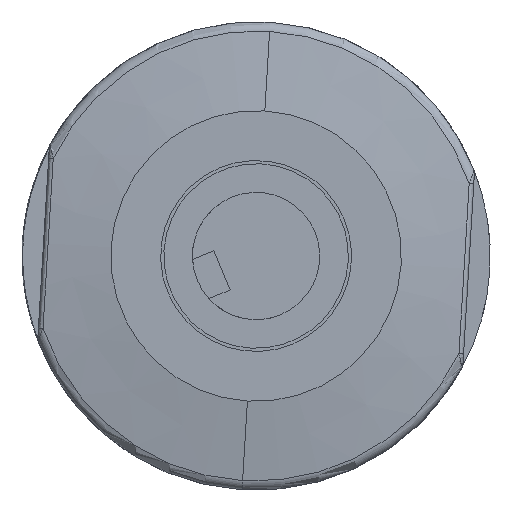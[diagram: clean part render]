
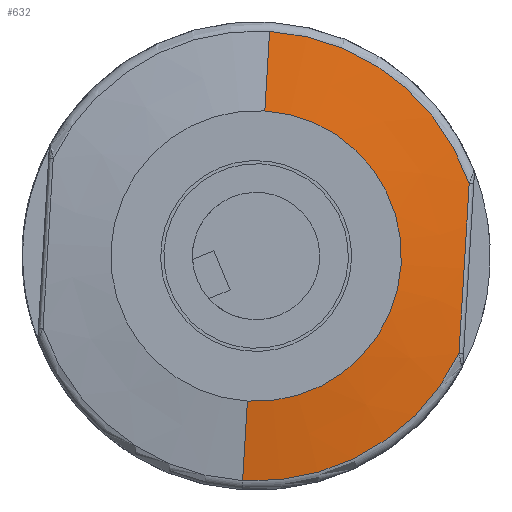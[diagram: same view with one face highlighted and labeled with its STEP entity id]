
A CAD part, front view. The second image highlights one B-rep face of the part: STEP entity #632.
In plain terms, the highlighted conical face has half-angle 82.113 degrees and reference radius 22.075 mm.
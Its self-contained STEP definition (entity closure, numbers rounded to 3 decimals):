
#43 = CARTESIAN_POINT ( 'NONE',  ( -59.579, -87.347, 6.825 ) ) ;
#56 = AXIS2_PLACEMENT_3D ( 'NONE', #1228, #524, #1013 ) ;
#107 = DIRECTION ( 'NONE',  ( 0., -1., 0. ) ) ;
#144 = DIRECTION ( 'NONE',  ( 0.06, 0., 0.998 ) ) ;
#180 = EDGE_CURVE ( 'NONE', #1085, #2844, #1016, .T. ) ;
#228 = VERTEX_POINT ( 'NONE', #2579 ) ;
#231 = CARTESIAN_POINT ( 'NONE',  ( -79.664, -88.387, 0. ) ) ;
#252 = CIRCLE ( 'NONE', #1487, 21.212 ) ;
#257 = CARTESIAN_POINT ( 'NONE',  ( -78.338, -87.227, 22.035 ) ) ;
#260 = CARTESIAN_POINT ( 'NONE',  ( -80.937, -87.347, -21.174 ) ) ;
#476 = EDGE_CURVE ( 'NONE', #3130, #742, #988, .T. ) ;
#496 = ORIENTED_EDGE ( 'NONE', *, *, #2962, .T. ) ;
#524 = DIRECTION ( 'NONE',  ( 0., 1., 0. ) ) ;
#614 = CIRCLE ( 'NONE', #999, 21.212 ) ;
#632 = ADVANCED_FACE ( 'NONE', ( #2963 ), #2084, .T. ) ;
#677 = LINE ( 'NONE', #1932, #1216 ) ;
#742 = VERTEX_POINT ( 'NONE', #1893 ) ;
#804 = CIRCLE ( 'NONE', #852, 13.701 ) ;
#809 = CARTESIAN_POINT ( 'NONE',  ( -59.736, -87.486, 4.158 ) ) ;
#852 = AXIS2_PLACEMENT_3D ( 'NONE', #231, #2951, #2245 ) ;
#988 = B_SPLINE_CURVE_WITH_KNOTS ( 'NONE', 3,
 ( #2776, #2875, #3014, #2520, #809, #43 ),
 .UNSPECIFIED., .F., .F.,
 ( 4, 2, 4 ),
 ( 0., 0.008, 0.016 ),
 .UNSPECIFIED. ) ;
#999 = AXIS2_PLACEMENT_3D ( 'NONE', #2877, #107, #3121 ) ;
#1013 = DIRECTION ( 'NONE',  ( -0.06, 0., -0.998 ) ) ;
#1016 = LINE ( 'NONE', #257, #3019 ) ;
#1074 = CARTESIAN_POINT ( 'NONE',  ( -78.841, -88.387, 13.677 ) ) ;
#1085 = VERTEX_POINT ( 'NONE', #1074 ) ;
#1104 = CARTESIAN_POINT ( 'NONE',  ( -79.664, -87.347, 0. ) ) ;
#1151 = CARTESIAN_POINT ( 'NONE',  ( -60.542, -87.347, -9.182 ) ) ;
#1216 = VECTOR ( 'NONE', #3160, 1000. ) ;
#1228 = CARTESIAN_POINT ( 'NONE',  ( -79.664, -87.227, 0. ) ) ;
#1231 = DIRECTION ( 'NONE',  ( 0.059, 0.137, 0.989 ) ) ;
#1368 = ORIENTED_EDGE ( 'NONE', *, *, #1690, .F. ) ;
#1467 = ORIENTED_EDGE ( 'NONE', *, *, #3034, .T. ) ;
#1469 = EDGE_LOOP ( 'NONE', ( #2621, #1368, #496, #1467, #2599, #2947 ) ) ;
#1487 = AXIS2_PLACEMENT_3D ( 'NONE', #1104, #2333, #144 ) ;
#1604 = VERTEX_POINT ( 'NONE', #260 ) ;
#1690 = EDGE_CURVE ( 'NONE', #228, #1085, #804, .T. ) ;
#1893 = CARTESIAN_POINT ( 'NONE',  ( -59.579, -87.347, 6.825 ) ) ;
#1932 = CARTESIAN_POINT ( 'NONE',  ( -80.989, -87.227, -22.035 ) ) ;
#1976 = EDGE_CURVE ( 'NONE', #742, #2844, #614, .T. ) ;
#2084 = CONICAL_SURFACE ( 'NONE', #56, 22.075, 1.433 ) ;
#2245 = DIRECTION ( 'NONE',  ( 0.06, 0., 0.998 ) ) ;
#2333 = DIRECTION ( 'NONE',  ( 0., -1., 0. ) ) ;
#2506 = CARTESIAN_POINT ( 'NONE',  ( -78.39, -87.347, 21.174 ) ) ;
#2520 = CARTESIAN_POINT ( 'NONE',  ( -59.895, -87.564, 1.491 ) ) ;
#2579 = CARTESIAN_POINT ( 'NONE',  ( -80.486, -88.387, -13.677 ) ) ;
#2599 = ORIENTED_EDGE ( 'NONE', *, *, #476, .T. ) ;
#2621 = ORIENTED_EDGE ( 'NONE', *, *, #180, .F. ) ;
#2776 = CARTESIAN_POINT ( 'NONE',  ( -60.542, -87.347, -9.182 ) ) ;
#2844 = VERTEX_POINT ( 'NONE', #2506 ) ;
#2875 = CARTESIAN_POINT ( 'NONE',  ( -60.378, -87.486, -6.516 ) ) ;
#2877 = CARTESIAN_POINT ( 'NONE',  ( -79.664, -87.347, 0. ) ) ;
#2947 = ORIENTED_EDGE ( 'NONE', *, *, #1976, .T. ) ;
#2951 = DIRECTION ( 'NONE',  ( 0., -1., 0. ) ) ;
#2962 = EDGE_CURVE ( 'NONE', #228, #1604, #677, .T. ) ;
#2963 = FACE_OUTER_BOUND ( 'NONE', #1469, .T. ) ;
#3014 = CARTESIAN_POINT ( 'NONE',  ( -60.216, -87.564, -3.846 ) ) ;
#3019 = VECTOR ( 'NONE', #1231, 1000. ) ;
#3034 = EDGE_CURVE ( 'NONE', #1604, #3130, #252, .T. ) ;
#3121 = DIRECTION ( 'NONE',  ( 0.06, 0., 0.998 ) ) ;
#3130 = VERTEX_POINT ( 'NONE', #1151 ) ;
#3160 = DIRECTION ( 'NONE',  ( -0.059, 0.137, -0.989 ) ) ;
